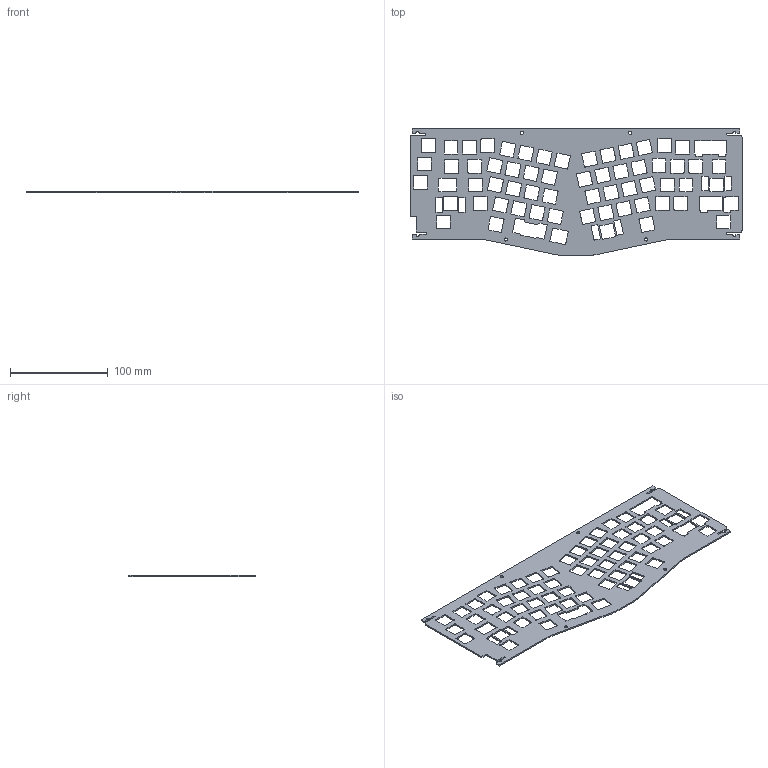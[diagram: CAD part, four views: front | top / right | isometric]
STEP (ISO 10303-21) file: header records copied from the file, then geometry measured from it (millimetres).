
FILE_DESCRIPTION (( 'STEP AP214' ), '1' );
FILE_NAME ('DOLICE_PLATE_public.STEP', '2022-10-18T22:02:08', ( '' ), ( '' ), 'SwSTEP 2.0', 'SolidWorks 2022', '' );
FILE_SCHEMA (( 'AUTOMOTIVE_DESIGN' ));
Length unit declared in the file: millimetre
Products named in the file (1): DOLICE_PLATE_public
Bounding box: 340.35 x 130.23 x 1.5 mm (x, y, z)
Volume: 38905.5 mm3; surface area: 59438.3 mm2
Topology: 1 solids, 1 shells, 929 faces, 2885 edges, 1958 vertices
Faces by surface type: plane 493, cylinder 436
Entity records: 33376 total; most frequent: CARTESIAN_POINT 7068, ORIENTED_EDGE 5770, DIRECTION 5229, EDGE_CURVE 2885, VERTEX_POINT 1958, VECTOR 1825, LINE 1825, AXIS2_PLACEMENT_3D 1702
